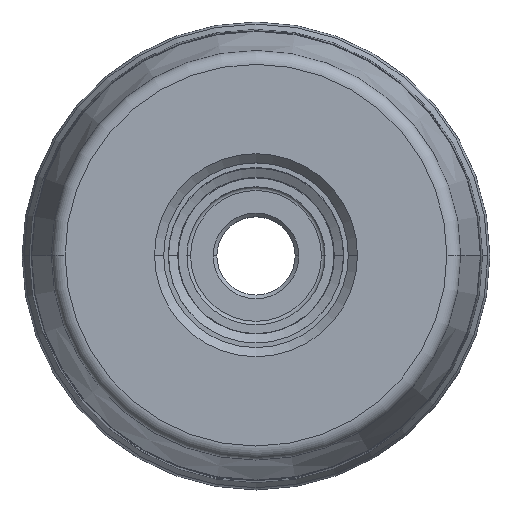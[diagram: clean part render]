
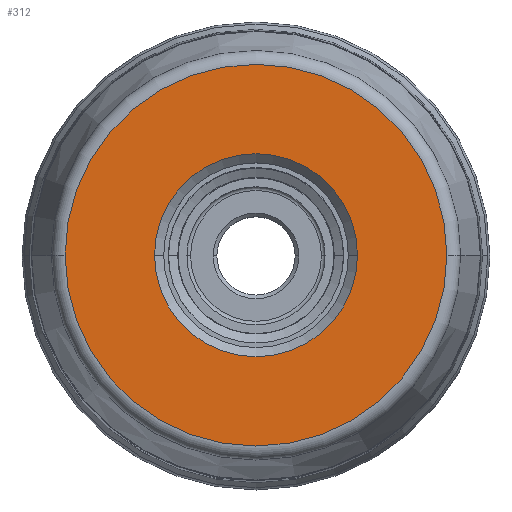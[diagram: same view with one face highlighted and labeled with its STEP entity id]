
A CAD part, top view. The second image highlights one B-rep face of the part: STEP entity #312.
In plain terms, the highlighted planar face has unit normal (0, 0, 1).
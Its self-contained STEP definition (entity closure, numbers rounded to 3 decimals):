
#30=PLANE('',#2891);
#39=FACE_BOUND('',#623,.T.);
#40=FACE_BOUND('',#624,.T.);
#312=ADVANCED_FACE('',(#39,#40),#30,.F.);
#623=EDGE_LOOP('',(#1131,#1132,#1133,#1134));
#624=EDGE_LOOP('',(#1135,#1136,#1137,#1138));
#1131=ORIENTED_EDGE('',*,*,#1808,.F.);
#1132=ORIENTED_EDGE('',*,*,#1814,.F.);
#1133=ORIENTED_EDGE('',*,*,#1813,.T.);
#1134=ORIENTED_EDGE('',*,*,#1809,.T.);
#1135=ORIENTED_EDGE('',*,*,#1815,.T.);
#1136=ORIENTED_EDGE('',*,*,#1816,.T.);
#1137=ORIENTED_EDGE('',*,*,#1817,.T.);
#1138=ORIENTED_EDGE('',*,*,#1818,.T.);
#1498=VERTEX_POINT('',#5763);
#1499=VERTEX_POINT('',#5765);
#1500=VERTEX_POINT('',#5767);
#1502=VERTEX_POINT('',#5774);
#1503=VERTEX_POINT('',#5778);
#1504=VERTEX_POINT('',#5779);
#1505=VERTEX_POINT('',#5781);
#1506=VERTEX_POINT('',#5783);
#1808=EDGE_CURVE('',#1498,#1499,#2204,.T.);
#1809=EDGE_CURVE('',#1500,#1499,#2205,.T.);
#1813=EDGE_CURVE('',#1502,#1500,#2209,.T.);
#1814=EDGE_CURVE('',#1502,#1498,#2210,.T.);
#1815=EDGE_CURVE('',#1503,#1504,#2211,.T.);
#1816=EDGE_CURVE('',#1504,#1505,#2212,.T.);
#1817=EDGE_CURVE('',#1505,#1506,#2213,.T.);
#1818=EDGE_CURVE('',#1506,#1503,#2214,.T.);
#2204=CIRCLE('',#2878,20.725);
#2205=CIRCLE('',#2879,20.725);
#2209=CIRCLE('',#2884,20.725);
#2210=CIRCLE('',#2885,20.725);
#2211=CIRCLE('',#2887,11.025);
#2212=CIRCLE('',#2888,11.025);
#2213=CIRCLE('',#2889,11.025);
#2214=CIRCLE('',#2890,11.025);
#2878=AXIS2_PLACEMENT_3D('',#5764,#3578,#3579);
#2879=AXIS2_PLACEMENT_3D('',#5766,#3580,#3581);
#2884=AXIS2_PLACEMENT_3D('',#5773,#3590,#3591);
#2885=AXIS2_PLACEMENT_3D('',#5775,#3592,#3593);
#2887=AXIS2_PLACEMENT_3D('',#5777,#3596,#3597);
#2888=AXIS2_PLACEMENT_3D('',#5780,#3598,#3599);
#2889=AXIS2_PLACEMENT_3D('',#5782,#3600,#3601);
#2890=AXIS2_PLACEMENT_3D('',#5784,#3602,#3603);
#2891=AXIS2_PLACEMENT_3D('',#5785,#3604,#3605);
#3578=DIRECTION('',(0.,0.,-1.));
#3579=DIRECTION('',(-1.,0.,0.));
#3580=DIRECTION('',(0.,0.,1.));
#3581=DIRECTION('',(1.,0.,0.));
#3590=DIRECTION('',(0.,0.,1.));
#3591=DIRECTION('',(1.,0.,0.));
#3592=DIRECTION('',(0.,0.,-1.));
#3593=DIRECTION('',(-1.,0.,0.));
#3596=DIRECTION('',(0.,0.,-1.));
#3597=DIRECTION('',(0.,-1.,0.));
#3598=DIRECTION('',(0.,0.,-1.));
#3599=DIRECTION('',(-1.,0.,0.));
#3600=DIRECTION('',(0.,0.,-1.));
#3601=DIRECTION('',(0.,1.,0.));
#3602=DIRECTION('',(0.,0.,-1.));
#3603=DIRECTION('',(1.,0.,0.));
#3604=DIRECTION('',(0.,0.,-1.));
#3605=DIRECTION('',(1.,0.,0.));
#5763=CARTESIAN_POINT('',(-20.725,0.,0.));
#5764=CARTESIAN_POINT('',(0.,0.,0.));
#5765=CARTESIAN_POINT('',(-20.725,0.02,0.));
#5766=CARTESIAN_POINT('',(0.,0.,0.));
#5767=CARTESIAN_POINT('',(20.725,0.,0.));
#5773=CARTESIAN_POINT('',(0.,0.,0.));
#5774=CARTESIAN_POINT('',(20.725,-0.02,0.));
#5775=CARTESIAN_POINT('',(0.,0.,0.));
#5777=CARTESIAN_POINT('',(0.,0.,0.));
#5778=CARTESIAN_POINT('',(0.,-11.025,0.));
#5779=CARTESIAN_POINT('',(-11.025,0.,0.));
#5780=CARTESIAN_POINT('',(0.,0.,0.));
#5781=CARTESIAN_POINT('',(0.,11.025,0.));
#5782=CARTESIAN_POINT('',(0.,0.,0.));
#5783=CARTESIAN_POINT('',(11.025,0.,0.));
#5784=CARTESIAN_POINT('',(0.,0.,0.));
#5785=CARTESIAN_POINT('',(0.,0.,0.));
